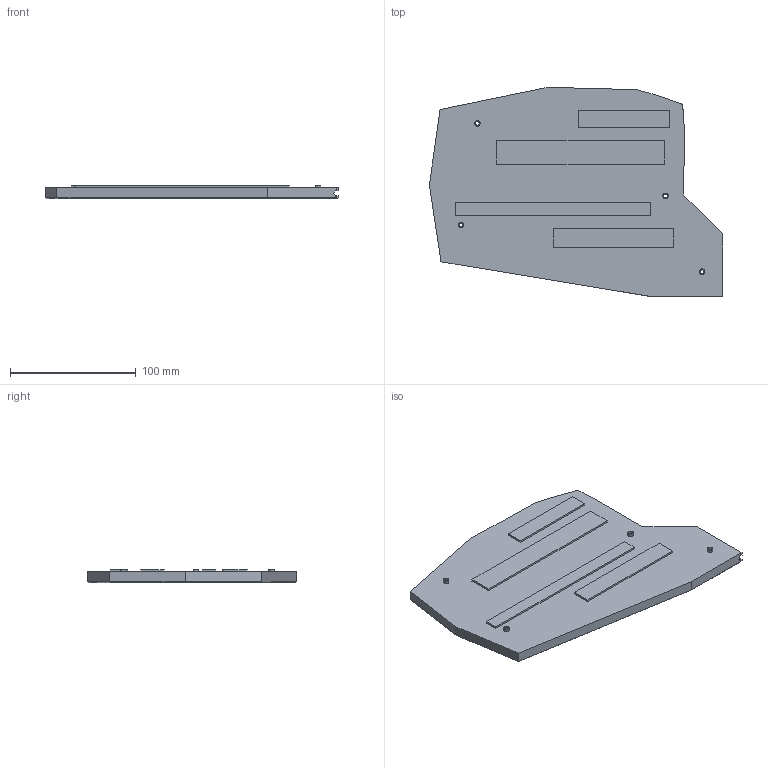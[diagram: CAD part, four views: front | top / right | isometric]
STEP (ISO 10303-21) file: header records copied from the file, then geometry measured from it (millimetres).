
FILE_DESCRIPTION(/* description */ (''),/* implementation_level */ '2;1');
FILE_NAME(/* name */ 'left_bottom.step',/* time_stamp */ '2025-12-19T17:36:50+05:30',/* author */ (''),/* organization */ (''),/* preprocessor_version */ 'ST-DEVELOPER v20.1',/* originating_system */ 'Autodesk Translation Framework v14.21.0.0',/* authorisation */ '');
FILE_SCHEMA (('AUTOMOTIVE_DESIGN { 1 0 10303 214 3 1 1 }'));
Length unit declared in the file: millimetre
Products named in the file (1): left_bottom
Bounding box: 232.85 x 166.25 x 11 mm (x, y, z)
Volume: 288734.2 mm3; surface area: 71953.1 mm2
Topology: 2 solids, 2 shells, 94 faces, 222 edges, 142 vertices
Faces by surface type: plane 82, cylinder 12
Full cylindrical faces by diameter (mm): 3 x4, 4.4 x8
Entity records: 2698 total; most frequent: CARTESIAN_POINT 459, ORIENTED_EDGE 444, DIRECTION 436, EDGE_CURVE 222, LINE 198, VECTOR 198, VERTEX_POINT 142, AXIS2_PLACEMENT_3D 119
